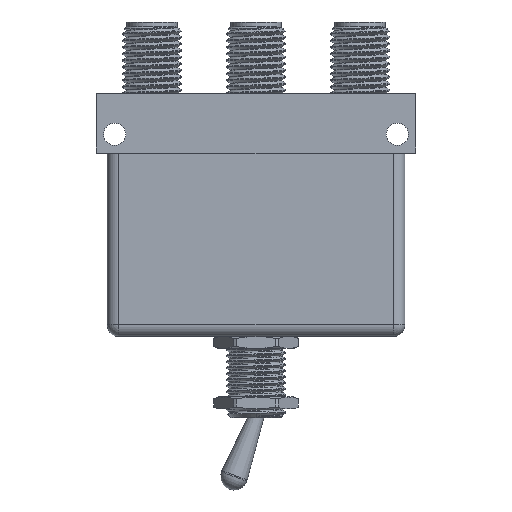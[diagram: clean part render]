
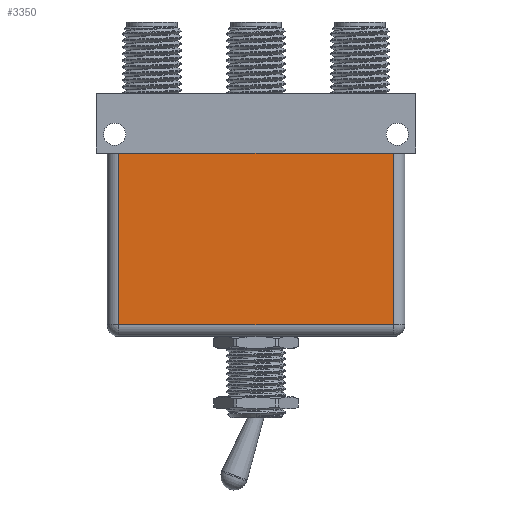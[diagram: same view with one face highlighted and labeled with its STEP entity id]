
A CAD part, front view. The second image highlights one B-rep face of the part: STEP entity #3350.
In plain terms, the highlighted planar face has unit normal (0, -1, 0).
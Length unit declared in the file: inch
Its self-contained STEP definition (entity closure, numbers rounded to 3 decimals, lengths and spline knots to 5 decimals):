
#204 = CARTESIAN_POINT ( 'NONE',  ( -0.67, -0.25, -0.97 ) ) ;
#349 = FACE_OUTER_BOUND ( 'NONE', #5340, .T. ) ;
#388 = EDGE_CURVE ( 'NONE', #6199, #9329, #1772, .T. ) ;
#1592 = ORIENTED_EDGE ( 'NONE', *, *, #388, .T. ) ;
#1772 = LINE ( 'NONE', #204, #12221 ) ;
#2345 = VERTEX_POINT ( 'NONE', #17675 ) ;
#3010 = VERTEX_POINT ( 'NONE', #8566 ) ;
#3350 = ADVANCED_FACE ( 'NONE', ( #349 ), #6358, .T. ) ;
#4890 = ORIENTED_EDGE ( 'NONE', *, *, #6404, .T. ) ;
#5340 = EDGE_LOOP ( 'NONE', ( #1592, #13982, #16789, #4890 ) ) ;
#6199 = VERTEX_POINT ( 'NONE', #13432 ) ;
#6219 = DIRECTION ( 'NONE',  ( 1., 0., 0. ) ) ;
#6358 = PLANE ( 'NONE',  #8445 ) ;
#6404 = EDGE_CURVE ( 'NONE', #3010, #6199, #18557, .T. ) ;
#7634 = EDGE_CURVE ( 'NONE', #9329, #2345, #17765, .T. ) ;
#8299 = CARTESIAN_POINT ( 'NONE',  ( -0.575, -0.25, -0.97 ) ) ;
#8445 = AXIS2_PLACEMENT_3D ( 'NONE', #17101, #14043, #15232 ) ;
#8566 = CARTESIAN_POINT ( 'NONE',  ( -0.575, -0.25, -0.25 ) ) ;
#9329 = VERTEX_POINT ( 'NONE', #18387 ) ;
#10077 = DIRECTION ( 'NONE',  ( 0., 0., 1. ) ) ;
#10537 = EDGE_CURVE ( 'NONE', #3010, #2345, #19044, .T. ) ;
#10870 = VECTOR ( 'NONE', #10077, 39.37008 ) ;
#11828 = CARTESIAN_POINT ( 'NONE',  ( -0.67, -0.25, -0.25 ) ) ;
#11848 = VECTOR ( 'NONE', #13120, 39.37008 ) ;
#12221 = VECTOR ( 'NONE', #6219, 39.37008 ) ;
#13120 = DIRECTION ( 'NONE',  ( 1., 0., 0. ) ) ;
#13432 = CARTESIAN_POINT ( 'NONE',  ( -0.575, -0.25, -0.97 ) ) ;
#13982 = ORIENTED_EDGE ( 'NONE', *, *, #7634, .T. ) ;
#14043 = DIRECTION ( 'NONE',  ( 0., -1., 0. ) ) ;
#15102 = VECTOR ( 'NONE', #15697, 39.37008 ) ;
#15232 = DIRECTION ( 'NONE',  ( 0., 0., -1. ) ) ;
#15697 = DIRECTION ( 'NONE',  ( 0., 0., -1. ) ) ;
#15994 = CARTESIAN_POINT ( 'NONE',  ( 0.575, -0.25, -0.25 ) ) ;
#16789 = ORIENTED_EDGE ( 'NONE', *, *, #10537, .F. ) ;
#17101 = CARTESIAN_POINT ( 'NONE',  ( -0.67, -0.25, -0.25 ) ) ;
#17675 = CARTESIAN_POINT ( 'NONE',  ( 0.575, -0.25, -0.25 ) ) ;
#17765 = LINE ( 'NONE', #15994, #10870 ) ;
#18387 = CARTESIAN_POINT ( 'NONE',  ( 0.575, -0.25, -0.97 ) ) ;
#18557 = LINE ( 'NONE', #8299, #15102 ) ;
#19044 = LINE ( 'NONE', #11828, #11848 ) ;
